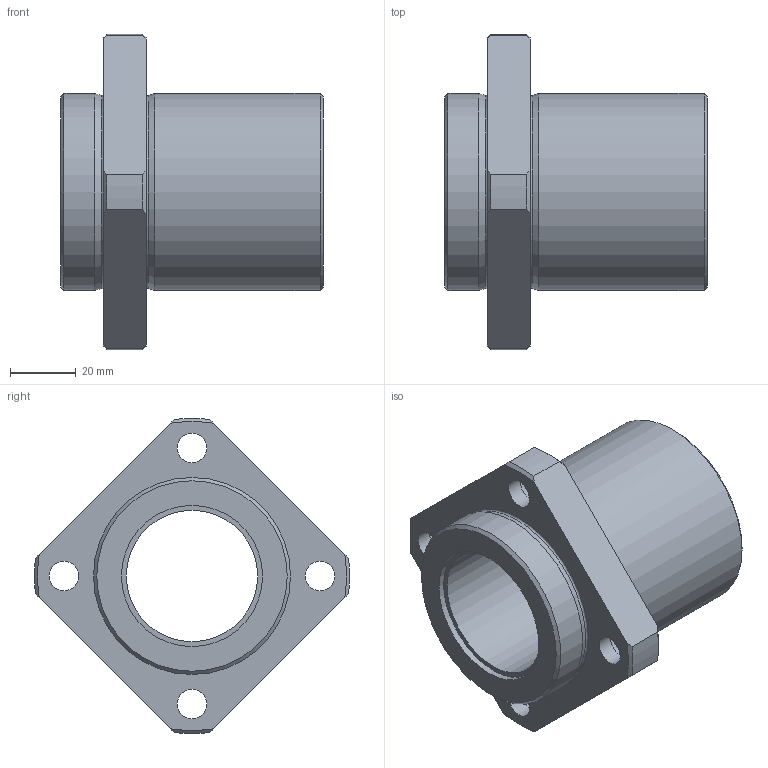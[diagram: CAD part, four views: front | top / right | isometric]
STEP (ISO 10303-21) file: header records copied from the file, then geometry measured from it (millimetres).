
FILE_DESCRIPTION( ( 'STEP AP214' ), '1' );
FILE_NAME( 'SMK40GUU-E_2_14.stp', ' ', ( ' ' ), ( ' ' ), 'PSStep 15.0.47', 'PARTsolutions', ' ' );
FILE_SCHEMA( ( 'AUTOMOTIVE_DESIGN { 1 0 10303 214 1 1 1 1 }' ) );
Length unit declared in the file: millimetre
Products named in the file (2): SMK40GUU-E; _SMK 40UU-E 
Assembly tree (1 placements, depth 2):
  SMK40GUU-E
    _SMK 40UU-E 
Bounding box: 80 x 95.93 x 95.93 mm (x, y, z)
Volume: 153441.9 mm3; surface area: 36273.8 mm2
Topology: 1 solids, 1 shells, 43 faces, 97 edges, 63 vertices
Faces by surface type: cylinder 16, plane 13, cone 12, torus 2
Full cylindrical faces by diameter (mm): 9 x4, 14 x4, 40 x1, 43 x1, 60 x2
Entity records: 1536 total; most frequent: CARTESIAN_POINT 233, DIRECTION 198, ORIENTED_EDGE 156, AXIS2_PLACEMENT_3D 91, EDGE_LOOP 78, EDGE_CURVE 78, VERTEX_POINT 62, FACE_OUTER_BOUND 57
